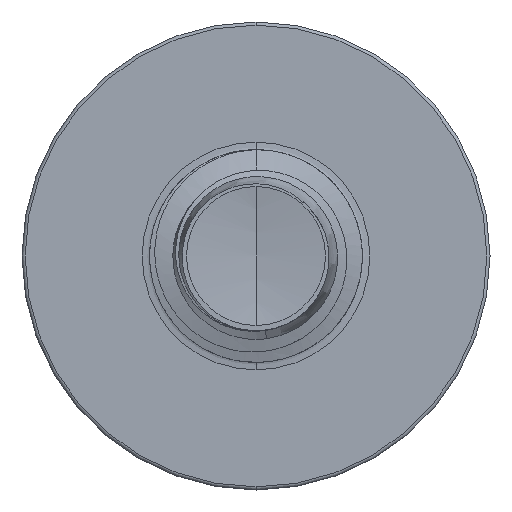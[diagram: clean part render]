
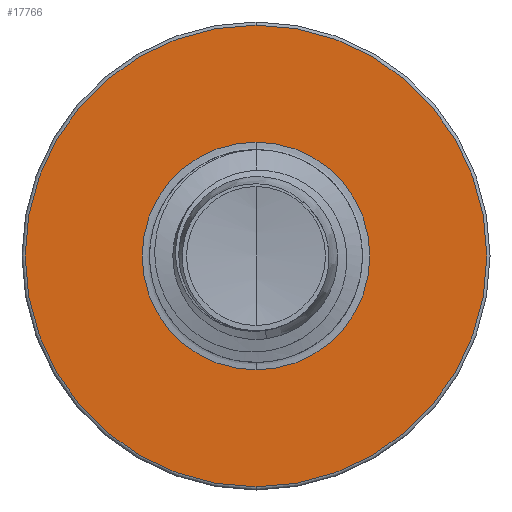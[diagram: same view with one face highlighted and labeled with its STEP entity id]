
A CAD part, front view. The second image highlights one B-rep face of the part: STEP entity #17766.
In plain terms, the highlighted planar face has unit normal (0, -1, 0).
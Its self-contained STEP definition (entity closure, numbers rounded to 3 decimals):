
#425 = CIRCLE ( 'NONE', #3115, 5.425 ) ;
#800 = ORIENTED_EDGE ( 'NONE', *, *, #10284, .F. ) ;
#1048 = VERTEX_POINT ( 'NONE', #12929 ) ;
#1057 = EDGE_LOOP ( 'NONE', ( #6285, #10838 ) ) ;
#1421 = VERTEX_POINT ( 'NONE', #2830 ) ;
#1805 = EDGE_CURVE ( 'NONE', #13596, #2521, #9105, .T. ) ;
#2056 = CARTESIAN_POINT ( 'NONE',  ( 0., 7.5, -2.677 ) ) ;
#2521 = VERTEX_POINT ( 'NONE', #17379 ) ;
#2830 = CARTESIAN_POINT ( 'NONE',  ( 0., 7.5, -5.425 ) ) ;
#3115 = AXIS2_PLACEMENT_3D ( 'NONE', #10423, #10401, #10360 ) ;
#3945 = DIRECTION ( 'NONE',  ( 0., 0., 1. ) ) ;
#4034 = DIRECTION ( 'NONE',  ( 0., 1., 0. ) ) ;
#4097 = CARTESIAN_POINT ( 'NONE',  ( 0., 7.5, 0. ) ) ;
#4177 = DIRECTION ( 'NONE',  ( 0., 1., 0. ) ) ;
#5378 = CARTESIAN_POINT ( 'NONE',  ( 0., 7.5, -2.677 ) ) ;
#5600 = AXIS2_PLACEMENT_3D ( 'NONE', #4097, #4034, #3945 ) ;
#5649 = CIRCLE ( 'NONE', #18225, 5.425 ) ;
#6137 = EDGE_CURVE ( 'NONE', #1048, #1421, #5649, .T. ) ;
#6285 = ORIENTED_EDGE ( 'NONE', *, *, #10251, .T. ) ;
#6365 = EDGE_LOOP ( 'NONE', ( #17515, #800 ) ) ;
#9001 = AXIS2_PLACEMENT_3D ( 'NONE', #2056, #4177, #15374 ) ;
#9105 = CIRCLE ( 'NONE', #5600, 2.677 ) ;
#9692 = DIRECTION ( 'NONE',  ( 0., 0., 1. ) ) ;
#9713 = DIRECTION ( 'NONE',  ( 0., 1., 0. ) ) ;
#9717 = CARTESIAN_POINT ( 'NONE',  ( 0., 7.5, 0. ) ) ;
#10251 = EDGE_CURVE ( 'NONE', #2521, #13596, #11533, .T. ) ;
#10284 = EDGE_CURVE ( 'NONE', #1421, #1048, #425, .T. ) ;
#10360 = DIRECTION ( 'NONE',  ( 0., 0., 1. ) ) ;
#10401 = DIRECTION ( 'NONE',  ( 0., 1., 0. ) ) ;
#10423 = CARTESIAN_POINT ( 'NONE',  ( 0., 7.5, 0. ) ) ;
#10583 = DIRECTION ( 'NONE',  ( 0., 0., 1. ) ) ;
#10603 = DIRECTION ( 'NONE',  ( 0., 1., 0. ) ) ;
#10674 = CARTESIAN_POINT ( 'NONE',  ( 0., 7.5, 0. ) ) ;
#10838 = ORIENTED_EDGE ( 'NONE', *, *, #1805, .T. ) ;
#11533 = CIRCLE ( 'NONE', #18707, 2.677 ) ;
#12929 = CARTESIAN_POINT ( 'NONE',  ( 0., 7.5, 5.425 ) ) ;
#13596 = VERTEX_POINT ( 'NONE', #5378 ) ;
#15374 = DIRECTION ( 'NONE',  ( 0., 0., 1. ) ) ;
#16423 = FACE_BOUND ( 'NONE', #1057, .T. ) ;
#17379 = CARTESIAN_POINT ( 'NONE',  ( 0., 7.5, 2.677 ) ) ;
#17515 = ORIENTED_EDGE ( 'NONE', *, *, #6137, .F. ) ;
#17766 = ADVANCED_FACE ( 'NONE', ( #18661, #16423 ), #18406, .F. ) ;
#18225 = AXIS2_PLACEMENT_3D ( 'NONE', #9717, #9713, #9692 ) ;
#18406 = PLANE ( 'NONE',  #9001 ) ;
#18661 = FACE_OUTER_BOUND ( 'NONE', #6365, .T. ) ;
#18707 = AXIS2_PLACEMENT_3D ( 'NONE', #10674, #10603, #10583 ) ;
